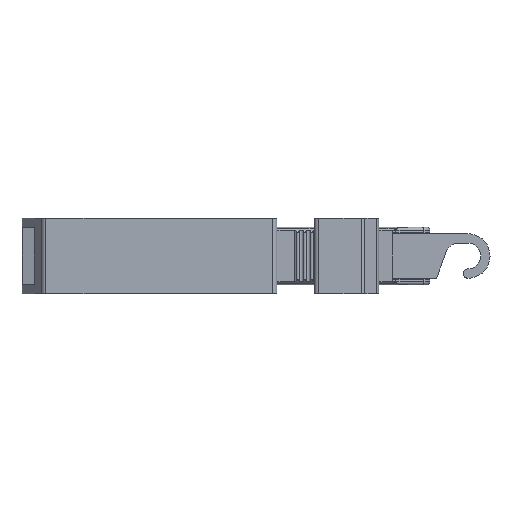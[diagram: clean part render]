
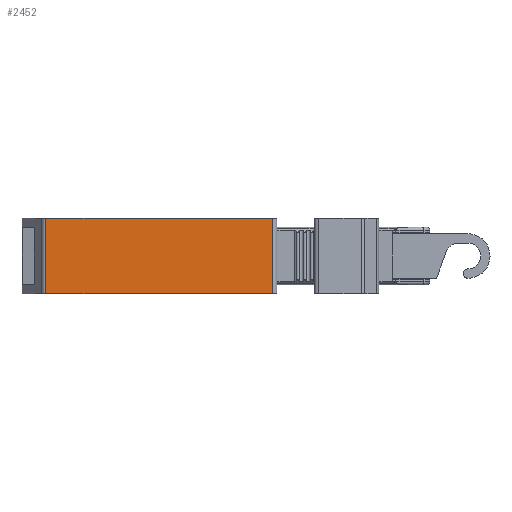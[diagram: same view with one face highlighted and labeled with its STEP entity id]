
A CAD part, front view. The second image highlights one B-rep face of the part: STEP entity #2452.
In plain terms, the highlighted planar face has unit normal (0, -1, 0).
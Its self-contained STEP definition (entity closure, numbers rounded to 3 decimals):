
#140=DIRECTION('',(0.,0.,1.));
#141=VECTOR('',#140,8.1);
#142=CARTESIAN_POINT('',(-24.941,-28.4,-4.05));
#143=LINE('',#142,#141);
#144=DIRECTION('',(1.,0.,0.));
#145=VECTOR('',#144,24.441);
#146=CARTESIAN_POINT('',(-24.941,-28.4,4.05));
#147=LINE('',#146,#145);
#148=DIRECTION('',(0.,0.,-1.));
#149=VECTOR('',#148,8.1);
#150=CARTESIAN_POINT('',(-0.5,-28.4,4.05));
#151=LINE('',#150,#149);
#301=DIRECTION('',(1.,0.,0.));
#302=VECTOR('',#301,24.441);
#303=CARTESIAN_POINT('',(-24.941,-28.4,-4.05));
#304=LINE('',#303,#302);
#1900=CARTESIAN_POINT('',(-24.941,-28.4,-4.05));
#1902=VERTEX_POINT('',#1900);
#1905=CARTESIAN_POINT('',(-0.5,-28.4,-4.05));
#1907=VERTEX_POINT('',#1905);
#1908=CARTESIAN_POINT('',(-0.5,-28.4,4.05));
#1909=VERTEX_POINT('',#1908);
#1983=CARTESIAN_POINT('',(-24.941,-28.4,4.05));
#1985=VERTEX_POINT('',#1983);
#2438=CARTESIAN_POINT('',(-25.36,-28.4,4.05));
#2439=DIRECTION('',(0.,-1.,0.));
#2440=DIRECTION('',(1.,0.,0.));
#2441=AXIS2_PLACEMENT_3D('',#2438,#2439,#2440);
#2442=PLANE('',#2441);
#2444=ORIENTED_EDGE('',*,*,#2443,.T.);
#2445=ORIENTED_EDGE('',*,*,#2353,.T.);
#2447=ORIENTED_EDGE('',*,*,#2446,.T.);
#2449=ORIENTED_EDGE('',*,*,#2448,.F.);
#2450=EDGE_LOOP('',(#2444,#2445,#2447,#2449));
#2451=FACE_OUTER_BOUND('',#2450,.F.);
#2452=ADVANCED_FACE('',(#2451),#2442,.T.);
#2353=EDGE_CURVE('',#1985,#1909,#147,.T.);
#2443=EDGE_CURVE('',#1902,#1985,#143,.T.);
#2446=EDGE_CURVE('',#1909,#1907,#151,.T.);
#2448=EDGE_CURVE('',#1902,#1907,#304,.T.);
